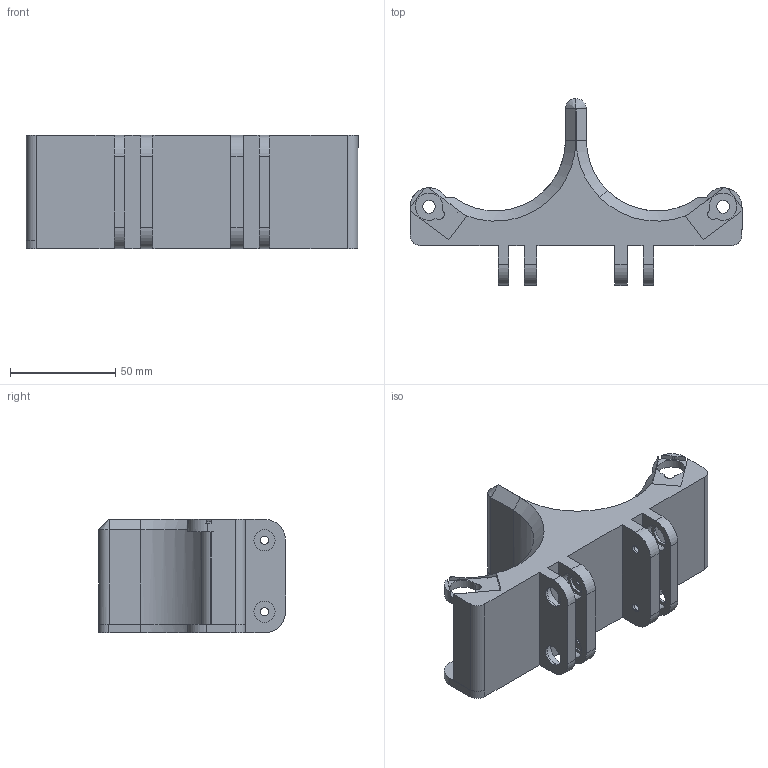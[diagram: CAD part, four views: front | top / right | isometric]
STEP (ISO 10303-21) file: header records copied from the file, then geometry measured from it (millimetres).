
FILE_DESCRIPTION(/* description */ (''),/* implementation_level */ '2;1');
FILE_NAME(/* name */ 'pince principale v15.step',/* time_stamp */ '2024-04-18T12:38:41+02:00',/* author */ (''),/* organization */ (''),/* preprocessor_version */ 'ST-DEVELOPER v20',/* originating_system */ 'Autodesk Translation Framework v12.20.1.177',/* authorisation */ '');
FILE_SCHEMA (('AUTOMOTIVE_DESIGN { 1 0 10303 214 3 1 1 }'));
Length unit declared in the file: millimetre
Products named in the file (1): pince principale
Bounding box: 158 x 89 x 54 mm (x, y, z)
Volume: 205483 mm3; surface area: 41674.3 mm2
Topology: 1 solids, 1 shells, 142 faces, 374 edges, 247 vertices
Faces by surface type: plane 75, cylinder 61, cone 4, bspline 2
Full cylindrical faces by diameter (mm): 4 x4, 6 x2, 10 x8, 13.4 x8
Entity records: 4550 total; most frequent: CARTESIAN_POINT 862, DIRECTION 773, ORIENTED_EDGE 748, EDGE_CURVE 374, AXIS2_PLACEMENT_3D 274, VERTEX_POINT 247, LINE 225, VECTOR 225
